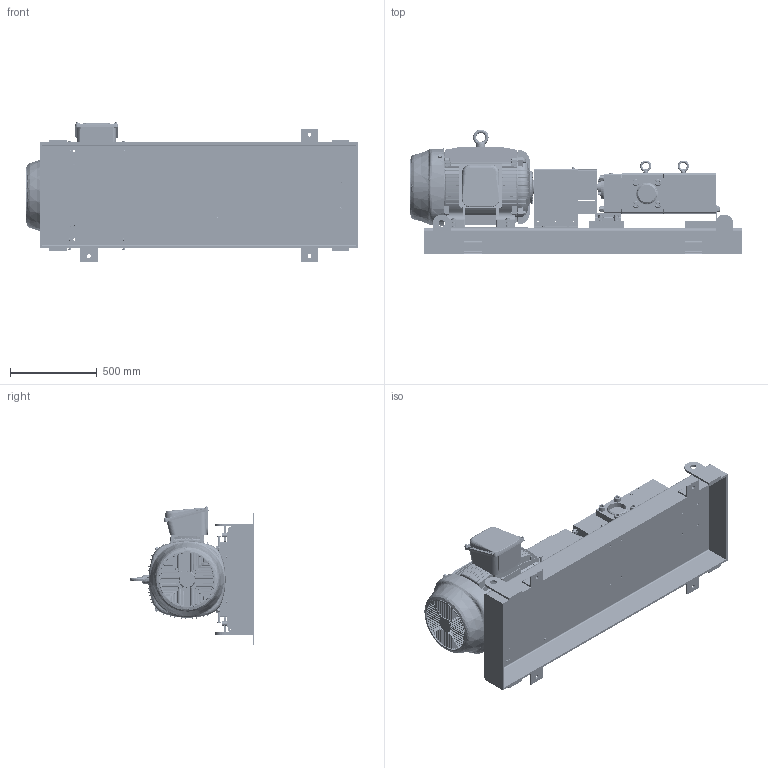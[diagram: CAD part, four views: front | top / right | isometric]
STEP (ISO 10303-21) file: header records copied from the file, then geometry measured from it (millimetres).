
FILE_DESCRIPTION (( 'STEP AP214' ), '1' );
FILE_NAME ('GPV-1460-030-U.STEP', '2019-10-10T16:43:48', ( '' ), ( '' ), 'SwSTEP 2.0', 'SolidWorks 2018', '' );
FILE_SCHEMA (( 'AUTOMOTIVE_DESIGN' ));
Length unit declared in the file: inch
Products named in the file (1): GPV-1460-030-U
Bounding box: 1910.35 x 718.32 x 801.13 mm (x, y, z)
Volume: 179972206.2 mm3; surface area: 10382764.7 mm2
Topology: 136 solids, 136 shells, 8938 faces, 22738 edges, 14438 vertices
Faces by surface type: plane 4340, cylinder 2280, cone 1229, bspline 972, torus 107, sphere 10
Entity records: 386279 total; most frequent: CARTESIAN_POINT 145316, ORIENTED_EDGE 45412, DIRECTION 40468, EDGE_CURVE 22706, VERTEX_POINT 14438, AXIS2_PLACEMENT_3D 14062, LINE 12344, VECTOR 12344
